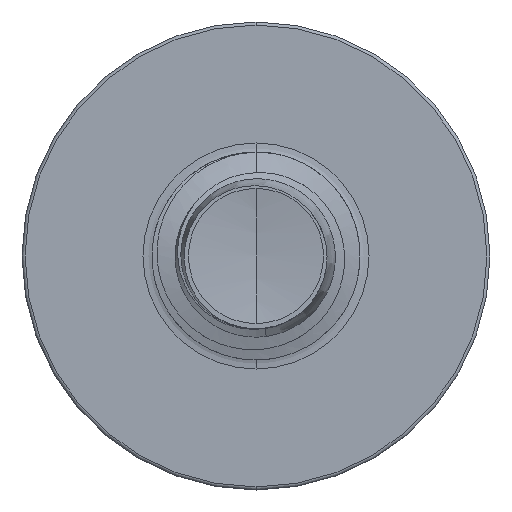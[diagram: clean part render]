
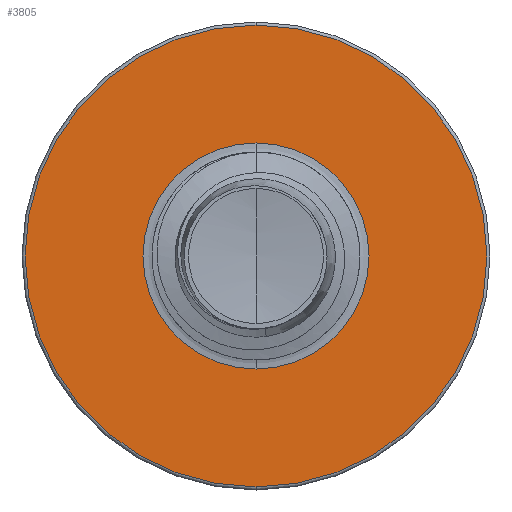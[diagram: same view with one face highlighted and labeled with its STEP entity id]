
A CAD part, front view. The second image highlights one B-rep face of the part: STEP entity #3805.
In plain terms, the highlighted planar face has unit normal (0, -1, 0).
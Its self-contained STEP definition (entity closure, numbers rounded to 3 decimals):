
#108 = ORIENTED_EDGE ( 'NONE', *, *, #1222, .T. ) ;
#167 = VERTEX_POINT ( 'NONE', #5793 ) ;
#1222 = EDGE_CURVE ( 'NONE', #9272, #167, #7858, .T. ) ;
#1417 = CARTESIAN_POINT ( 'NONE',  ( 0., 4., -4.44 ) ) ;
#2260 = DIRECTION ( 'NONE',  ( 0., 0., 1. ) ) ;
#2277 = DIRECTION ( 'NONE',  ( 0., 1., 0. ) ) ;
#2346 = CARTESIAN_POINT ( 'NONE',  ( 0., 4., -2.174 ) ) ;
#2390 = PLANE ( 'NONE',  #12136 ) ;
#3525 = CIRCLE ( 'NONE', #11932, 4.44 ) ;
#3696 = AXIS2_PLACEMENT_3D ( 'NONE', #3968, #3949, #3944 ) ;
#3755 = ORIENTED_EDGE ( 'NONE', *, *, #11928, .F. ) ;
#3805 = ADVANCED_FACE ( 'NONE', ( #3853, #10127 ), #2390, .F. ) ;
#3853 = FACE_OUTER_BOUND ( 'NONE', #13496, .T. ) ;
#3944 = DIRECTION ( 'NONE',  ( 0., 0., 1. ) ) ;
#3949 = DIRECTION ( 'NONE',  ( 0., 1., 0. ) ) ;
#3968 = CARTESIAN_POINT ( 'NONE',  ( 0., 4., 0. ) ) ;
#4031 = DIRECTION ( 'NONE',  ( 0., 0., 1. ) ) ;
#4054 = DIRECTION ( 'NONE',  ( 0., 1., 0. ) ) ;
#4058 = CARTESIAN_POINT ( 'NONE',  ( 0., 4., 0. ) ) ;
#4151 = CARTESIAN_POINT ( 'NONE',  ( 0., 4., -2.174 ) ) ;
#4769 = DIRECTION ( 'NONE',  ( 0., 0., 1. ) ) ;
#4793 = DIRECTION ( 'NONE',  ( 0., 1., 0. ) ) ;
#4810 = CARTESIAN_POINT ( 'NONE',  ( 0., 4., 0. ) ) ;
#5520 = CARTESIAN_POINT ( 'NONE',  ( 0., 4., 4.44 ) ) ;
#5793 = CARTESIAN_POINT ( 'NONE',  ( 0., 4., 2.174 ) ) ;
#6439 = VERTEX_POINT ( 'NONE', #5520 ) ;
#7294 = EDGE_LOOP ( 'NONE', ( #10375, #108 ) ) ;
#7373 = ORIENTED_EDGE ( 'NONE', *, *, #11441, .F. ) ;
#7729 = DIRECTION ( 'NONE',  ( 0., 0., 1. ) ) ;
#7736 = DIRECTION ( 'NONE',  ( 0., 1., 0. ) ) ;
#7746 = CARTESIAN_POINT ( 'NONE',  ( 0., 4., 0. ) ) ;
#7858 = CIRCLE ( 'NONE', #12441, 2.174 ) ;
#9049 = CIRCLE ( 'NONE', #11544, 4.44 ) ;
#9272 = VERTEX_POINT ( 'NONE', #4151 ) ;
#10127 = FACE_BOUND ( 'NONE', #7294, .T. ) ;
#10193 = VERTEX_POINT ( 'NONE', #1417 ) ;
#10375 = ORIENTED_EDGE ( 'NONE', *, *, #12080, .T. ) ;
#11441 = EDGE_CURVE ( 'NONE', #10193, #6439, #9049, .T. ) ;
#11544 = AXIS2_PLACEMENT_3D ( 'NONE', #7746, #7736, #7729 ) ;
#11928 = EDGE_CURVE ( 'NONE', #6439, #10193, #3525, .T. ) ;
#11932 = AXIS2_PLACEMENT_3D ( 'NONE', #4810, #4793, #4769 ) ;
#12080 = EDGE_CURVE ( 'NONE', #167, #9272, #12213, .T. ) ;
#12136 = AXIS2_PLACEMENT_3D ( 'NONE', #2346, #2277, #2260 ) ;
#12213 = CIRCLE ( 'NONE', #3696, 2.174 ) ;
#12441 = AXIS2_PLACEMENT_3D ( 'NONE', #4058, #4054, #4031 ) ;
#13496 = EDGE_LOOP ( 'NONE', ( #3755, #7373 ) ) ;
